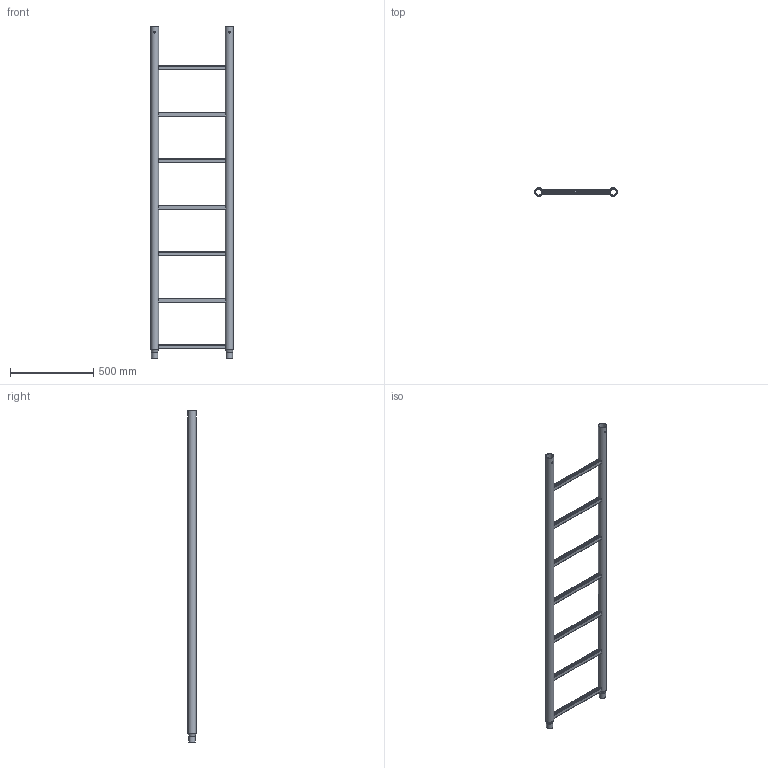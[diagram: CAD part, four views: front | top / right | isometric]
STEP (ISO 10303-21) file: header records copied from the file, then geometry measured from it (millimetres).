
FILE_DESCRIPTION (( 'STEP AP203' ), '1' );
FILE_NAME ('Ortsfeste_Leiter_5290_07_.STEP', '2022-09-20T08:10:05', ( '' ), ( '' ), 'SwSTEP 2.0', 'SolidWorks 2018', '' );
FILE_SCHEMA (( 'CONFIG_CONTROL_DESIGN' ));
Length unit declared in the file: millimetre
Products named in the file (1): Ortsfeste_Leiter_5290_07_
Bounding box: 498.3 x 48.3 x 2000 mm (x, y, z)
Volume: 1544616.6 mm3; surface area: 1697029.9 mm2
Topology: 9 solids, 9 shells, 444 faces, 1312 edges, 872 vertices
Faces by surface type: plane 340, cylinder 96, cone 4, torus 4
Full cylindrical faces by diameter (mm): 9.5 x4, 34 x2, 38 x2, 44.3 x2, 48.3 x2
Entity records: 15105 total; most frequent: CARTESIAN_POINT 4129, ORIENTED_EDGE 2576, DIRECTION 1966, EDGE_CURVE 1288, VERTEX_POINT 868, LINE 812, VECTOR 812, AXIS2_PLACEMENT_3D 577
